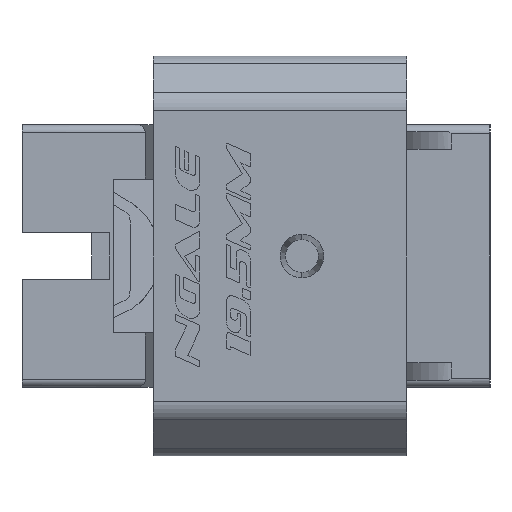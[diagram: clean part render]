
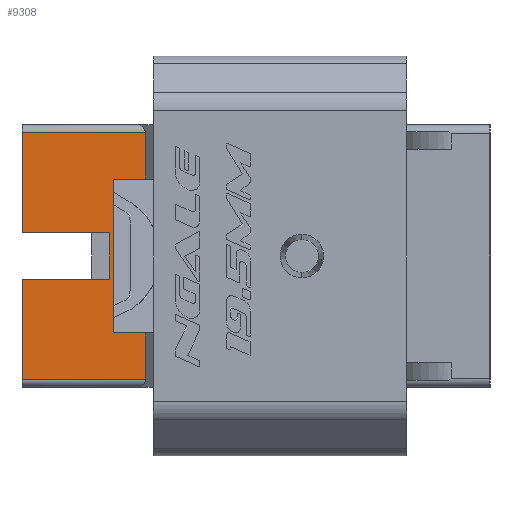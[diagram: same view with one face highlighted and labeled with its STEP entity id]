
A CAD part, left-side view. The second image highlights one B-rep face of the part: STEP entity #9308.
In plain terms, the highlighted planar face has unit normal (-1, 0, 0).
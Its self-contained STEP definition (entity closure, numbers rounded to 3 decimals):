
#476 = EDGE_CURVE ( 'NONE', #31986, #20307, #21021, .T. ) ;
#775 = VERTEX_POINT ( 'NONE', #24981 ) ;
#1384 = ORIENTED_EDGE ( 'NONE', *, *, #7247, .F. ) ;
#1454 = DIRECTION ( 'NONE',  ( 0., 0., 1. ) ) ;
#1613 = DIRECTION ( 'NONE',  ( 0., -1., 0. ) ) ;
#2123 = FACE_OUTER_BOUND ( 'NONE', #7088, .T. ) ;
#2278 = VERTEX_POINT ( 'NONE', #24393 ) ;
#2649 = VERTEX_POINT ( 'NONE', #22069 ) ;
#4575 = EDGE_CURVE ( 'NONE', #2649, #13592, #25945, .T. ) ;
#4742 = LINE ( 'NONE', #25857, #22973 ) ;
#4914 = DIRECTION ( 'NONE',  ( 0., 0., 1. ) ) ;
#5057 = EDGE_CURVE ( 'NONE', #18294, #33620, #14414, .T. ) ;
#5795 = EDGE_CURVE ( 'NONE', #17392, #18294, #26624, .T. ) ;
#7088 = EDGE_LOOP ( 'NONE', ( #12056, #18273, #32517, #29236, #14583, #12813, #8740, #16335, #1384, #22281, #30779, #34451, #17993, #27899 ) ) ;
#7247 = EDGE_CURVE ( 'NONE', #33620, #775, #32384, .T. ) ;
#7313 = CARTESIAN_POINT ( 'NONE',  ( 54.306, 31.564, 5.867 ) ) ;
#7759 = CARTESIAN_POINT ( 'NONE',  ( 54.306, 31.564, 22.351 ) ) ;
#8360 = CARTESIAN_POINT ( 'NONE',  ( 54.306, 42., 0. ) ) ;
#8439 = DIRECTION ( 'NONE',  ( 0., 0., -1. ) ) ;
#8533 = EDGE_CURVE ( 'NONE', #775, #20307, #13367, .T. ) ;
#8740 = ORIENTED_EDGE ( 'NONE', *, *, #476, .T. ) ;
#9308 = ADVANCED_FACE ( 'NONE', ( #2123 ), #12862, .T. ) ;
#9880 = EDGE_CURVE ( 'NONE', #24659, #31986, #27702, .T. ) ;
#10097 = CARTESIAN_POINT ( 'NONE',  ( 54.306, 27.9, 8.8 ) ) ;
#10141 = VECTOR ( 'NONE', #1613, 1000. ) ;
#10224 = CARTESIAN_POINT ( 'NONE',  ( 54.306, 42., 2.65 ) ) ;
#10993 = LINE ( 'NONE', #8360, #24779 ) ;
#11221 = CARTESIAN_POINT ( 'NONE',  ( 54.306, 27.9, 15. ) ) ;
#12036 = EDGE_CURVE ( 'NONE', #18146, #30332, #10993, .T. ) ;
#12056 = ORIENTED_EDGE ( 'NONE', *, *, #16421, .T. ) ;
#12546 = CARTESIAN_POINT ( 'NONE',  ( 54.306, 42., -2.65 ) ) ;
#12813 = ORIENTED_EDGE ( 'NONE', *, *, #9880, .T. ) ;
#12862 = PLANE ( 'NONE',  #14401 ) ;
#13238 = VECTOR ( 'NONE', #31739, 1000. ) ;
#13367 = LINE ( 'NONE', #7759, #31420 ) ;
#13592 = VERTEX_POINT ( 'NONE', #25029 ) ;
#14401 = AXIS2_PLACEMENT_3D ( 'NONE', #23250, #33962, #28880 ) ;
#14414 = LINE ( 'NONE', #22174, #15590 ) ;
#14534 = VERTEX_POINT ( 'NONE', #22063 ) ;
#14583 = ORIENTED_EDGE ( 'NONE', *, *, #29488, .T. ) ;
#14807 = DIRECTION ( 'NONE',  ( 0., 0., 1. ) ) ;
#15012 = CARTESIAN_POINT ( 'NONE',  ( 54.306, 31.564, -8.8 ) ) ;
#15193 = VERTEX_POINT ( 'NONE', #10224 ) ;
#15527 = CARTESIAN_POINT ( 'NONE',  ( 54.306, 31.564, 8.8 ) ) ;
#15590 = VECTOR ( 'NONE', #17227, 1000. ) ;
#16335 = ORIENTED_EDGE ( 'NONE', *, *, #8533, .F. ) ;
#16421 = EDGE_CURVE ( 'NONE', #15193, #13592, #33772, .T. ) ;
#16445 = VECTOR ( 'NONE', #20643, 1000. ) ;
#17227 = DIRECTION ( 'NONE',  ( 0., 0., -1. ) ) ;
#17392 = VERTEX_POINT ( 'NONE', #10097 ) ;
#17976 = CARTESIAN_POINT ( 'NONE',  ( 54.306, 27.9, -14.1 ) ) ;
#17993 = ORIENTED_EDGE ( 'NONE', *, *, #24445, .T. ) ;
#18146 = VERTEX_POINT ( 'NONE', #19431 ) ;
#18209 = DIRECTION ( 'NONE',  ( 0., 0., 1. ) ) ;
#18273 = ORIENTED_EDGE ( 'NONE', *, *, #4575, .F. ) ;
#18294 = VERTEX_POINT ( 'NONE', #15527 ) ;
#18936 = CARTESIAN_POINT ( 'NONE',  ( 54.306, 42., -2.65 ) ) ;
#19028 = DIRECTION ( 'NONE',  ( 0., 1., 0. ) ) ;
#19030 = DIRECTION ( 'NONE',  ( 0., 0., -1. ) ) ;
#19431 = CARTESIAN_POINT ( 'NONE',  ( 54.306, 42., -14.1 ) ) ;
#20307 = VERTEX_POINT ( 'NONE', #15012 ) ;
#20492 = CARTESIAN_POINT ( 'NONE',  ( 54.306, 17.69, -8.8 ) ) ;
#20643 = DIRECTION ( 'NONE',  ( 0., -1., 0. ) ) ;
#21021 = LINE ( 'NONE', #20492, #13238 ) ;
#21395 = VECTOR ( 'NONE', #32670, 1000. ) ;
#22063 = CARTESIAN_POINT ( 'NONE',  ( 54.306, 42., 14.1 ) ) ;
#22069 = CARTESIAN_POINT ( 'NONE',  ( 54.306, 32., -2.65 ) ) ;
#22136 = EDGE_CURVE ( 'NONE', #15193, #14534, #4742, .T. ) ;
#22174 = CARTESIAN_POINT ( 'NONE',  ( 54.306, 31.564, 22.351 ) ) ;
#22281 = ORIENTED_EDGE ( 'NONE', *, *, #5057, .F. ) ;
#22315 = VECTOR ( 'NONE', #30963, 1000. ) ;
#22973 = VECTOR ( 'NONE', #4914, 1000. ) ;
#23250 = CARTESIAN_POINT ( 'NONE',  ( 54.306, 17.69, 0. ) ) ;
#23460 = VECTOR ( 'NONE', #18209, 1000. ) ;
#23831 = CARTESIAN_POINT ( 'NONE',  ( 54.306, 32., 0. ) ) ;
#23956 = CARTESIAN_POINT ( 'NONE',  ( 54.306, 31.564, 22.351 ) ) ;
#24393 = CARTESIAN_POINT ( 'NONE',  ( 54.306, 27.9, 14.1 ) ) ;
#24445 = EDGE_CURVE ( 'NONE', #2278, #14534, #28238, .T. ) ;
#24473 = CARTESIAN_POINT ( 'NONE',  ( 54.306, 17.69, 8.8 ) ) ;
#24659 = VERTEX_POINT ( 'NONE', #17976 ) ;
#24779 = VECTOR ( 'NONE', #14807, 1000. ) ;
#24981 = CARTESIAN_POINT ( 'NONE',  ( 54.306, 31.564, -5.69 ) ) ;
#25029 = CARTESIAN_POINT ( 'NONE',  ( 54.306, 32., 2.65 ) ) ;
#25189 = EDGE_CURVE ( 'NONE', #17392, #2278, #29370, .T. ) ;
#25727 = LINE ( 'NONE', #33809, #10141 ) ;
#25857 = CARTESIAN_POINT ( 'NONE',  ( 54.306, 42., 0. ) ) ;
#25945 = LINE ( 'NONE', #23831, #23460 ) ;
#26624 = LINE ( 'NONE', #24473, #27966 ) ;
#27582 = DIRECTION ( 'NONE',  ( 0., 1., 0. ) ) ;
#27702 = LINE ( 'NONE', #30148, #33231 ) ;
#27899 = ORIENTED_EDGE ( 'NONE', *, *, #22136, .F. ) ;
#27966 = VECTOR ( 'NONE', #19028, 1000. ) ;
#28025 = VECTOR ( 'NONE', #19030, 1000. ) ;
#28238 = LINE ( 'NONE', #30864, #34275 ) ;
#28501 = CARTESIAN_POINT ( 'NONE',  ( 54.306, 42., 2.65 ) ) ;
#28550 = LINE ( 'NONE', #12546, #16445 ) ;
#28880 = DIRECTION ( 'NONE',  ( 0., -1., 0. ) ) ;
#29236 = ORIENTED_EDGE ( 'NONE', *, *, #12036, .F. ) ;
#29370 = LINE ( 'NONE', #11221, #21395 ) ;
#29488 = EDGE_CURVE ( 'NONE', #18146, #24659, #25727, .T. ) ;
#30148 = CARTESIAN_POINT ( 'NONE',  ( 54.306, 27.9, -8.8 ) ) ;
#30332 = VERTEX_POINT ( 'NONE', #18936 ) ;
#30779 = ORIENTED_EDGE ( 'NONE', *, *, #5795, .F. ) ;
#30864 = CARTESIAN_POINT ( 'NONE',  ( 54.306, 42., 14.1 ) ) ;
#30963 = DIRECTION ( 'NONE',  ( 0., -1., 0. ) ) ;
#31420 = VECTOR ( 'NONE', #8439, 1000. ) ;
#31739 = DIRECTION ( 'NONE',  ( 0., 1., 0. ) ) ;
#31986 = VERTEX_POINT ( 'NONE', #34291 ) ;
#32384 = LINE ( 'NONE', #23956, #28025 ) ;
#32517 = ORIENTED_EDGE ( 'NONE', *, *, #34010, .F. ) ;
#32670 = DIRECTION ( 'NONE',  ( 0., 0., 1. ) ) ;
#33231 = VECTOR ( 'NONE', #1454, 1000. ) ;
#33620 = VERTEX_POINT ( 'NONE', #7313 ) ;
#33772 = LINE ( 'NONE', #28501, #22315 ) ;
#33809 = CARTESIAN_POINT ( 'NONE',  ( 54.306, 17.69, -14.1 ) ) ;
#33962 = DIRECTION ( 'NONE',  ( -1., 0., 0. ) ) ;
#34010 = EDGE_CURVE ( 'NONE', #30332, #2649, #28550, .T. ) ;
#34275 = VECTOR ( 'NONE', #27582, 1000. ) ;
#34291 = CARTESIAN_POINT ( 'NONE',  ( 54.306, 27.9, -8.8 ) ) ;
#34451 = ORIENTED_EDGE ( 'NONE', *, *, #25189, .T. ) ;
